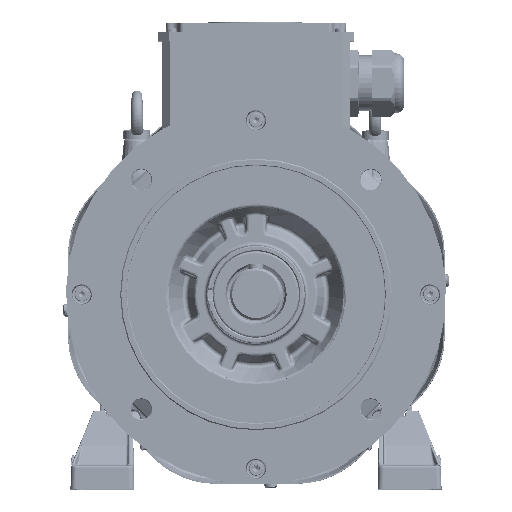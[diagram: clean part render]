
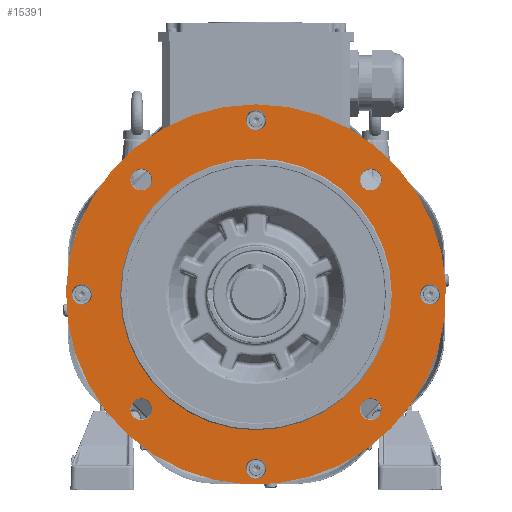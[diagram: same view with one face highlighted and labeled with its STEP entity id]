
A CAD part, top view. The second image highlights one B-rep face of the part: STEP entity #15391.
In plain terms, the highlighted planar face has unit normal (0, 0, 1).
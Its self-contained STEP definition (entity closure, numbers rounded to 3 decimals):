
#11404=FACE_BOUND('',#30846,.T.);
#11405=FACE_BOUND('',#30847,.T.);
#11406=FACE_BOUND('',#30848,.T.);
#11407=FACE_BOUND('',#30849,.T.);
#11408=FACE_BOUND('',#30850,.T.);
#11409=FACE_BOUND('',#30851,.T.);
#11410=FACE_BOUND('',#30852,.T.);
#11411=FACE_BOUND('',#30853,.T.);
#11412=FACE_BOUND('',#30854,.T.);
#11413=FACE_BOUND('',#30855,.T.);
#12454=PLANE('',#138053);
#15391=ADVANCED_FACE('',(#11404,#11405,#11406,#11407,#11408,#11409,#11410,
#11411,#11412,#11413),#12454,.T.);
#30846=EDGE_LOOP('',(#62377));
#30847=EDGE_LOOP('',(#62378));
#30848=EDGE_LOOP('',(#62379));
#30849=EDGE_LOOP('',(#62380));
#30850=EDGE_LOOP('',(#62381));
#30851=EDGE_LOOP('',(#62382));
#30852=EDGE_LOOP('',(#62383));
#30853=EDGE_LOOP('',(#62384));
#30854=EDGE_LOOP('',(#62385));
#30855=EDGE_LOOP('',(#62386));
#62377=ORIENTED_EDGE('',*,*,#111237,.T.);
#62378=ORIENTED_EDGE('',*,*,#111228,.T.);
#62379=ORIENTED_EDGE('',*,*,#110858,.T.);
#62380=ORIENTED_EDGE('',*,*,#111235,.F.);
#62381=ORIENTED_EDGE('',*,*,#111231,.T.);
#62382=ORIENTED_EDGE('',*,*,#111225,.T.);
#62383=ORIENTED_EDGE('',*,*,#110843,.T.);
#62384=ORIENTED_EDGE('',*,*,#110845,.T.);
#62385=ORIENTED_EDGE('',*,*,#110847,.T.);
#62386=ORIENTED_EDGE('',*,*,#110849,.T.);
#93701=VERTEX_POINT('',#197318);
#93703=VERTEX_POINT('',#197323);
#93705=VERTEX_POINT('',#197328);
#93707=VERTEX_POINT('',#197333);
#93716=VERTEX_POINT('',#197371);
#93922=VERTEX_POINT('',#200183);
#93925=VERTEX_POINT('',#200191);
#93928=VERTEX_POINT('',#200199);
#93932=VERTEX_POINT('',#200209);
#93934=VERTEX_POINT('',#200215);
#110843=EDGE_CURVE('',#93701,#93701,#131250,.T.);
#110845=EDGE_CURVE('',#93703,#93703,#131252,.T.);
#110847=EDGE_CURVE('',#93705,#93705,#131254,.T.);
#110849=EDGE_CURVE('',#93707,#93707,#131256,.T.);
#110858=EDGE_CURVE('',#93716,#93716,#131263,.T.);
#111225=EDGE_CURVE('',#93922,#93922,#131397,.T.);
#111228=EDGE_CURVE('',#93925,#93925,#131400,.T.);
#111231=EDGE_CURVE('',#93928,#93928,#131403,.T.);
#111235=EDGE_CURVE('',#93932,#93932,#131407,.T.);
#111237=EDGE_CURVE('',#93934,#93934,#131409,.T.);
#131250=CIRCLE('',#137741,10.);
#131252=CIRCLE('',#137744,10.);
#131254=CIRCLE('',#137747,10.);
#131256=CIRCLE('',#137750,10.);
#131263=CIRCLE('',#137763,9.395);
#131397=CIRCLE('',#138032,9.395);
#131400=CIRCLE('',#138037,9.395);
#131403=CIRCLE('',#138042,9.395);
#131407=CIRCLE('',#138048,125.5);
#131409=CIRCLE('',#138052,175.681);
#137741=AXIS2_PLACEMENT_3D('',#197317,#152940,#152941);
#137744=AXIS2_PLACEMENT_3D('',#197322,#152946,#152947);
#137747=AXIS2_PLACEMENT_3D('',#197327,#152952,#152953);
#137750=AXIS2_PLACEMENT_3D('',#197332,#152958,#152959);
#137763=AXIS2_PLACEMENT_3D('',#197370,#152984,#152985);
#138032=AXIS2_PLACEMENT_3D('',#200182,#153562,#153563);
#138037=AXIS2_PLACEMENT_3D('',#200190,#153572,#153573);
#138042=AXIS2_PLACEMENT_3D('',#200198,#153582,#153583);
#138048=AXIS2_PLACEMENT_3D('',#200208,#153594,#153595);
#138052=AXIS2_PLACEMENT_3D('',#200214,#153602,#153603);
#138053=AXIS2_PLACEMENT_3D('',#200216,#153604,#153605);
#152940=DIRECTION('',(0.,0.,-1.));
#152941=DIRECTION('',(0.,1.,0.));
#152946=DIRECTION('',(0.,0.,-1.));
#152947=DIRECTION('',(0.,1.,0.));
#152952=DIRECTION('',(0.,0.,-1.));
#152953=DIRECTION('',(0.,1.,0.));
#152958=DIRECTION('',(0.,0.,-1.));
#152959=DIRECTION('',(0.,1.,0.));
#152984=DIRECTION('',(0.,0.,-1.));
#152985=DIRECTION('',(0.,1.,0.));
#153562=DIRECTION('',(0.,0.,-1.));
#153563=DIRECTION('',(0.,1.,0.));
#153572=DIRECTION('',(0.,0.,-1.));
#153573=DIRECTION('',(0.,1.,0.));
#153582=DIRECTION('',(0.,0.,-1.));
#153583=DIRECTION('',(0.,1.,0.));
#153594=DIRECTION('',(0.,0.,1.));
#153595=DIRECTION('',(0.,1.,0.));
#153602=DIRECTION('',(0.,0.,1.));
#153603=DIRECTION('',(0.,1.,0.));
#153604=DIRECTION('',(0.,0.,1.));
#153605=DIRECTION('',(0.,1.,0.));
#197317=CARTESIAN_POINT('',(106.066,106.066,0.));
#197318=CARTESIAN_POINT('',(106.066,116.066,0.));
#197322=CARTESIAN_POINT('',(-106.066,-106.066,0.));
#197323=CARTESIAN_POINT('',(-106.066,-96.066,0.));
#197327=CARTESIAN_POINT('',(106.066,-106.066,0.));
#197328=CARTESIAN_POINT('',(106.066,-96.066,0.));
#197332=CARTESIAN_POINT('',(-106.066,106.066,0.));
#197333=CARTESIAN_POINT('',(-106.066,116.066,0.));
#197370=CARTESIAN_POINT('',(-161.,0.,0.));
#197371=CARTESIAN_POINT('',(-161.,9.395,0.));
#200182=CARTESIAN_POINT('',(0.,161.,0.));
#200183=CARTESIAN_POINT('',(0.,170.395,0.));
#200190=CARTESIAN_POINT('',(161.,0.,0.));
#200191=CARTESIAN_POINT('',(161.,9.395,0.));
#200198=CARTESIAN_POINT('',(0.,-161.,0.));
#200199=CARTESIAN_POINT('',(0.,-151.605,0.));
#200208=CARTESIAN_POINT('',(0.,0.,0.));
#200209=CARTESIAN_POINT('',(0.,125.5,0.));
#200214=CARTESIAN_POINT('',(0.,0.,0.));
#200215=CARTESIAN_POINT('',(0.,175.681,0.));
#200216=CARTESIAN_POINT('',(0.,125.5,0.));
